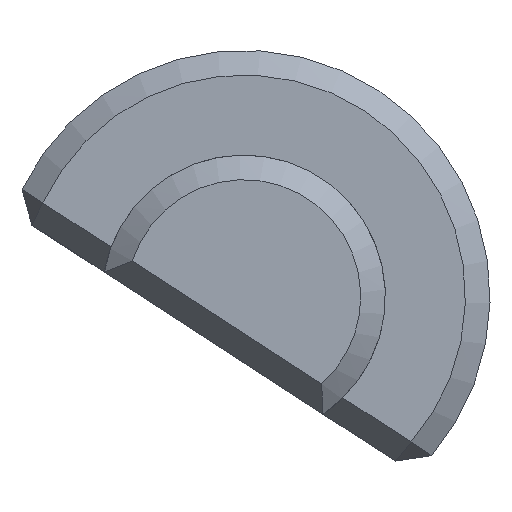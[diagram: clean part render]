
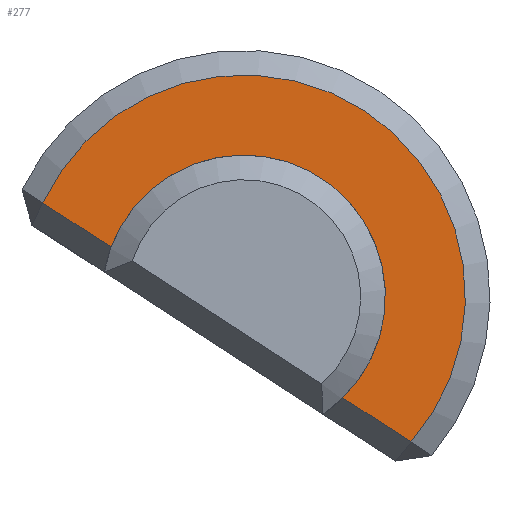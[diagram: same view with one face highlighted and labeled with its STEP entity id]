
A CAD part, left-side view. The second image highlights one B-rep face of the part: STEP entity #277.
In plain terms, the highlighted planar face has unit normal (-1, 0, 0).
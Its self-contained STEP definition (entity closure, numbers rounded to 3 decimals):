
#37=PLANE('',#317);
#47=CIRCLE('',#307,2.875);
#51=CIRCLE('',#318,4.5);
#82=ORIENTED_EDGE('',*,*,#132,.F.);
#83=ORIENTED_EDGE('',*,*,#148,.T.);
#84=ORIENTED_EDGE('',*,*,#149,.T.);
#85=ORIENTED_EDGE('',*,*,#150,.T.);
#132=EDGE_CURVE('',#169,#170,#47,.T.);
#148=EDGE_CURVE('',#169,#181,#197,.T.);
#149=EDGE_CURVE('',#181,#182,#51,.T.);
#150=EDGE_CURVE('',#182,#170,#198,.T.);
#169=VERTEX_POINT('',#422);
#170=VERTEX_POINT('',#424);
#181=VERTEX_POINT('',#463);
#182=VERTEX_POINT('',#465);
#197=LINE('',#462,#219);
#198=LINE('',#466,#220);
#219=VECTOR('',#372,1000.);
#220=VECTOR('',#375,1000.);
#237=EDGE_LOOP('',(#82,#83,#84,#85));
#256=FACE_BOUND('',#237,.T.);
#277=ADVANCED_FACE('',(#256),#37,.T.);
#307=AXIS2_PLACEMENT_3D('',#423,#341,#342);
#317=AXIS2_PLACEMENT_3D('',#461,#370,#371);
#318=AXIS2_PLACEMENT_3D('',#464,#373,#374);
#341=DIRECTION('',(-1.,0.,0.));
#342=DIRECTION('',(0.,0.,1.));
#370=DIRECTION('',(-1.,0.,0.));
#371=DIRECTION('',(0.,0.,1.));
#372=DIRECTION('',(0.,-1.,0.));
#373=DIRECTION('',(-1.,0.,0.));
#374=DIRECTION('',(0.,0.,1.));
#375=DIRECTION('',(0.,-1.,0.));
#422=CARTESIAN_POINT('',(23.5,-37.189,4.625));
#423=CARTESIAN_POINT('',(23.5,-34.383,5.25));
#424=CARTESIAN_POINT('',(23.5,-31.577,4.625));
#461=CARTESIAN_POINT('',(23.5,-34.383,5.25));
#462=CARTESIAN_POINT('',(23.5,-39.255,4.625));
#463=CARTESIAN_POINT('',(23.5,-38.839,4.625));
#464=CARTESIAN_POINT('',(23.5,-34.383,5.25));
#465=CARTESIAN_POINT('',(23.5,-29.927,4.625));
#466=CARTESIAN_POINT('',(23.5,-32.883,4.625));
